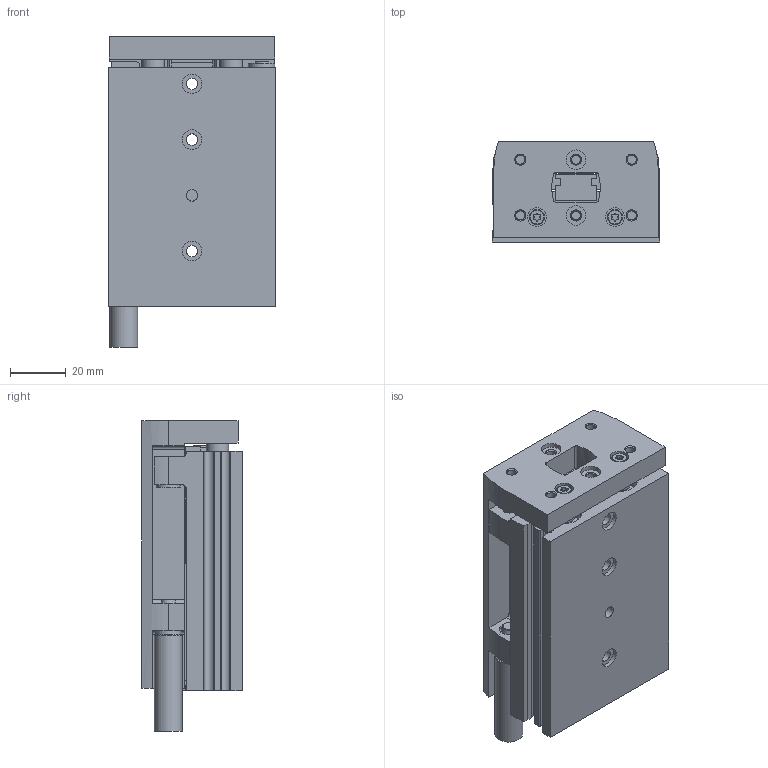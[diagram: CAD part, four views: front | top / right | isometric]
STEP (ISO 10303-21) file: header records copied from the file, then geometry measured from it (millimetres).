
FILE_DESCRIPTION(/* description */ ('STEP AP214'),/* implementation_level */ '2;1');
FILE_NAME(/* name */ '8085126_DGST-12-40-PA',/* time_stamp */ '2024-08-16T05:54:19+02:00',/* author */ ('License CC BY-ND 4.0'),/* organization */ ('CADENAS'),/* preprocessor_version */ 'ST-DEVELOPER v19.3',/* originating_system */ 'PARTsolutions',/* authorisation */ ' ');
FILE_SCHEMA (('AUTOMOTIVE_DESIGN {1 0 10303 214 3 1 1}'));
Length unit declared in the file: millimetre
Products named in the file (5): 8085126 DGST-12-40-PA---(0-high); 8073894 DGST-12-40---P---(mechanical-high)h; 8073894 DGST-12-40---(mechanical-high)s; 8074426 DYEF-G8-M8x1; 699439 DGSL-10-P
Assembly tree (6 placements, depth 2):
  8085126 DGST-12-40-PA---(0-high)
    8073894 DGST-12-40---P---(mechanical-high)h
    8073894 DGST-12-40---(mechanical-high)s
    8074426 DYEF-G8-M8x1  x2
    699439 DGSL-10-P  x2
Bounding box: 60 x 36 x 111.4 mm (x, y, z)
Volume: 167290.9 mm3; surface area: 60069.1 mm2
Topology: 6 solids, 6 shells, 514 faces, 1202 edges, 772 vertices
Faces by surface type: plane 226, cylinder 223, cone 51, torus 14
Full cylindrical faces by diameter (mm): 2.5 x2, 3.242 x12, 4 x1, 4.134 x6, 5 x2, 5.5 x2, 5.9 x1, 6 x8, 6.7 x2, 6.917 x4, 7 x8, 8 x12, 8.1 x4, 8.5 x2, 9 x2, 9.5 x1, 10 x2, 12 x6
Entity records: 14711 total; most frequent: DIRECTION 2426, CARTESIAN_POINT 2245, ORIENTED_EDGE 1988, EDGE_CURVE 994, AXIS2_PLACEMENT_3D 970, VERTEX_POINT 719, FACE_BOUND 683, EDGE_LOOP 682
